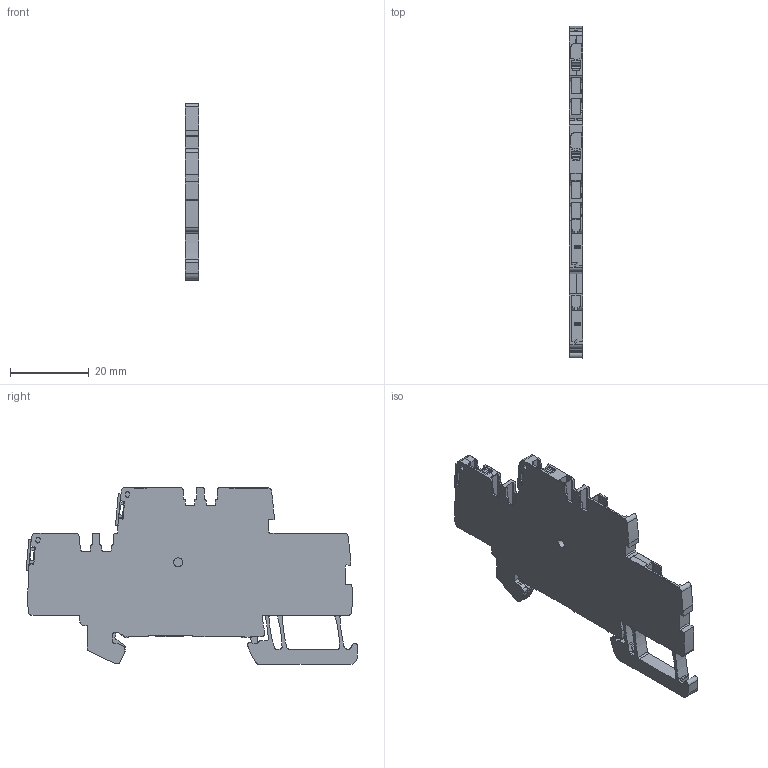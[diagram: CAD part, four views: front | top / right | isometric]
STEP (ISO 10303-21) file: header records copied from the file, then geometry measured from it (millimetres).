
FILE_DESCRIPTION(('CATIA V5R22 STEP214','CAx-IF Rec.Pracs.--- Model Styling and Organization---1.4--- 2014-01-23'),'2;1');
FILE_NAME ('1135725-2_1', '2019-07-05T12:05:04+00:00', ('Weidmueller Interface'), ('Weidmueller'), 'CATIA Version 5-6 Release 2016 SP3 HF44', 'CATIA V5 STEP AP214', 'none');
FILE_SCHEMA(('AUTOMOTIVE_DESIGN { 1 0 10303 214 1 1 1 1 }'));
Length unit declared in the file: millimetre
Products named in the file (1): 2675790000_APGTB_1-5_2T_FT-PE_4C-2_DL
Bounding box: 3.5 x 84.33 x 44.95 mm (x, y, z)
Volume: 7792.2 mm3; surface area: 9780.4 mm2
Topology: 13 solids, 13 shells, 1167 faces, 3329 edges, 2189 vertices
Faces by surface type: plane 618, cylinder 484, extrusion 37, torus 12, sphere 8, bspline 8
Entity records: 38189 total; most frequent: CARTESIAN_POINT 8353, ORIENTED_EDGE 6646, DIRECTION 4947, EDGE_CURVE 3323, VECTOR 2242, LINE 2205, VERTEX_POINT 2189, AXIS2_PLACEMENT_3D 1787
